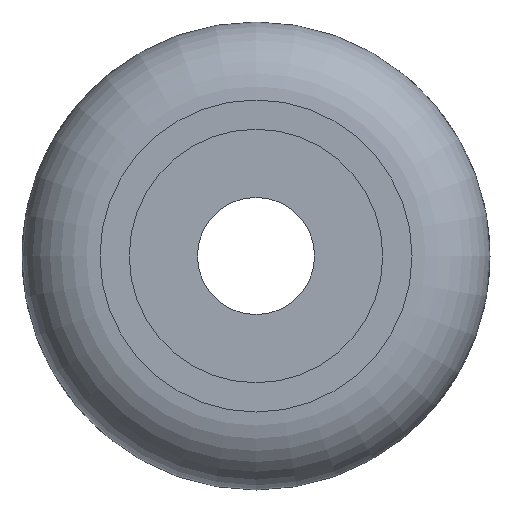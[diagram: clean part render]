
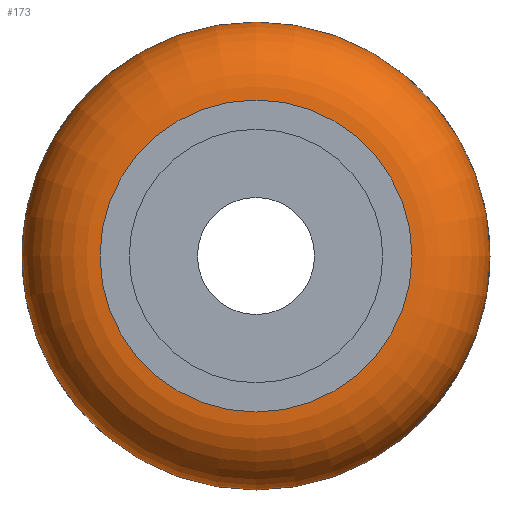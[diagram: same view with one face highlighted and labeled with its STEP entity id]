
A CAD part, left-side view. The second image highlights one B-rep face of the part: STEP entity #173.
In plain terms, the highlighted toroidal (fillet/blend) face has major radius 4 mm and minor radius 2 mm.
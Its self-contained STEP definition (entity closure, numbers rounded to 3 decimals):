
#46=FACE_OUTER_BOUND('',#57,.T.);
#57=EDGE_LOOP('',(#124,#125,#126,#127,#128));
#71=CIRCLE('',#199,4.);
#72=CIRCLE('',#200,2.);
#73=CIRCLE('',#201,6.);
#74=CIRCLE('',#202,6.);
#84=VERTEX_POINT('',#281);
#85=VERTEX_POINT('',#283);
#86=VERTEX_POINT('',#285);
#100=EDGE_CURVE('',#84,#84,#71,.T.);
#101=EDGE_CURVE('',#84,#85,#72,.T.);
#102=EDGE_CURVE('',#85,#86,#73,.T.);
#103=EDGE_CURVE('',#86,#85,#74,.T.);
#124=ORIENTED_EDGE('',*,*,#100,.T.);
#125=ORIENTED_EDGE('',*,*,#101,.T.);
#126=ORIENTED_EDGE('',*,*,#102,.T.);
#127=ORIENTED_EDGE('',*,*,#103,.T.);
#128=ORIENTED_EDGE('',*,*,#101,.F.);
#172=TOROIDAL_SURFACE('',#198,4.,2.);
#173=ADVANCED_FACE('',(#46),#172,.T.);
#198=AXIS2_PLACEMENT_3D('',#280,#224,#225);
#199=AXIS2_PLACEMENT_3D('',#282,#226,#227);
#200=AXIS2_PLACEMENT_3D('',#284,#228,#229);
#201=AXIS2_PLACEMENT_3D('',#286,#230,#231);
#202=AXIS2_PLACEMENT_3D('',#287,#232,#233);
#224=DIRECTION('center_axis',(-1.,0.,0.));
#225=DIRECTION('ref_axis',(0.,0.,1.));
#226=DIRECTION('center_axis',(1.,0.,0.));
#227=DIRECTION('ref_axis',(0.,0.,-1.));
#228=DIRECTION('center_axis',(0.,-1.,0.));
#229=DIRECTION('ref_axis',(0.,0.,-1.));
#230=DIRECTION('center_axis',(-1.,0.,0.));
#231=DIRECTION('ref_axis',(0.,0.,-1.));
#232=DIRECTION('center_axis',(-1.,0.,0.));
#233=DIRECTION('ref_axis',(0.,0.,-1.));
#280=CARTESIAN_POINT('Origin',(72.,10.,0.));
#281=CARTESIAN_POINT('',(70.,10.,-4.));
#282=CARTESIAN_POINT('Origin',(70.,10.,0.));
#283=CARTESIAN_POINT('',(72.,10.,-6.));
#284=CARTESIAN_POINT('Origin',(72.,10.,-4.));
#285=CARTESIAN_POINT('',(72.,10.,6.));
#286=CARTESIAN_POINT('Origin',(72.,10.,0.));
#287=CARTESIAN_POINT('Origin',(72.,10.,0.));
